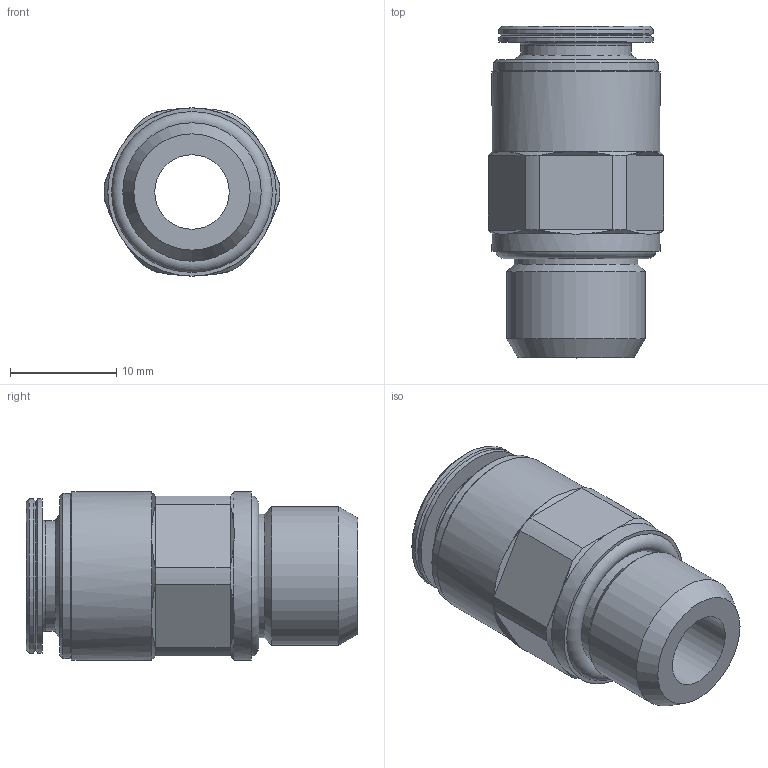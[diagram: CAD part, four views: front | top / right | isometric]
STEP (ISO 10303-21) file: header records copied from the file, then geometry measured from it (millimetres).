
FILE_DESCRIPTION(( 'MM.12.38.14.stp' ), '1');
FILE_NAME( 'MM.12.38.14.stp', '2021-03-02T15:05:51',( 'Sopra'),('sopra-pneumatic.com'), 'SwSTEP 2.0','SolidWorks 2009','' );
FILE_SCHEMA( ( 'CONFIG_CONTROL_DESIGN' ) );
Length unit declared in the file: millimetre
Products named in the file (1): NONE
Bounding box: 16.49 x 31.16 x 15.8 mm (x, y, z)
Volume: 3284.6 mm3; surface area: 2768.8 mm2
Topology: 1 solids, 1 shells, 81 faces, 176 edges, 103 vertices
Faces by surface type: plane 38, cone 24, cylinder 17, torus 2
Full cylindrical faces by diameter (mm): 7 x1, 9.68 x1, 10.35 x1, 11.6 x1, 13 x1, 14 x1, 14.5 x2, 15.5 x1, 15.8 x2
Entity records: 2200 total; most frequent: CARTESIAN_POINT 568, DIRECTION 328, ORIENTED_EDGE 298, EDGE_CURVE 149, AXIS2_PLACEMENT_3D 143, EDGE_LOOP 114, VERTEX_POINT 101, FACE_OUTER_BOUND 94
